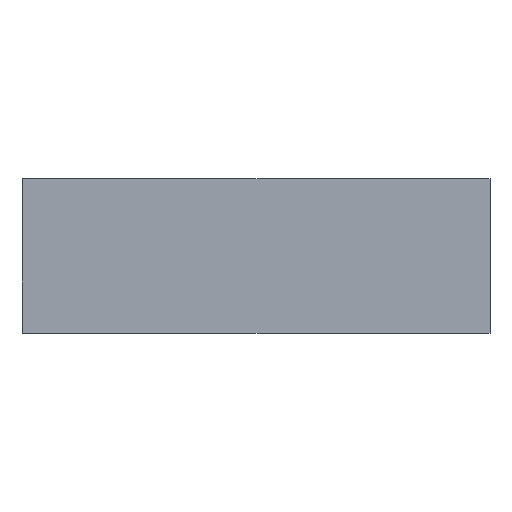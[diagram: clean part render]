
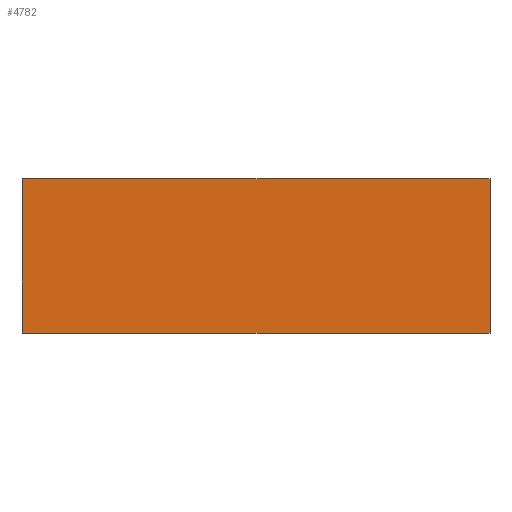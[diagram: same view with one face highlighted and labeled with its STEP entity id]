
A CAD part, top view. The second image highlights one B-rep face of the part: STEP entity #4782.
In plain terms, the highlighted planar face has unit normal (0, 0, 1).
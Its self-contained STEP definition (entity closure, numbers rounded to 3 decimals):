
#4737=AXIS2_PLACEMENT_3D('Plane Axis2P3D',#4734,#4735,#4736) ;
#4690=CARTESIAN_POINT('Line Origine',(4.25,0.,27.612)) ;
#4694=CARTESIAN_POINT('Vertex',(6.8,0.,27.612)) ;
#4696=CARTESIAN_POINT('Vertex',(1.7,0.,27.612)) ;
#4699=CARTESIAN_POINT('Line Origine',(0.85,0.,27.612)) ;
#4703=CARTESIAN_POINT('Vertex',(0.,0.,27.612)) ;
#4715=CARTESIAN_POINT('Vertex',(8.5,0.,27.612)) ;
#4718=CARTESIAN_POINT('Line Origine',(7.65,0.,27.612)) ;
#4734=CARTESIAN_POINT('Axis2P3D Location',(8.3,2.8,27.612)) ;
#4739=CARTESIAN_POINT('Line Origine',(4.25,2.8,27.612)) ;
#4743=CARTESIAN_POINT('Vertex',(6.8,2.8,27.612)) ;
#4745=CARTESIAN_POINT('Vertex',(1.7,2.8,27.612)) ;
#4748=CARTESIAN_POINT('Line Origine',(0.85,2.8,27.612)) ;
#4752=CARTESIAN_POINT('Vertex',(0.,2.8,27.612)) ;
#4755=CARTESIAN_POINT('Line Origine',(0.,1.4,27.612)) ;
#4760=CARTESIAN_POINT('Line Origine',(8.5,1.4,27.612)) ;
#4764=CARTESIAN_POINT('Vertex',(8.5,2.8,27.612)) ;
#4767=CARTESIAN_POINT('Line Origine',(7.65,2.8,27.612)) ;
#4691=DIRECTION('Vector Direction',(1.,0.,0.)) ;
#4700=DIRECTION('Vector Direction',(1.,0.,0.)) ;
#4719=DIRECTION('Vector Direction',(-1.,0.,0.)) ;
#4735=DIRECTION('Axis2P3D Direction',(0.,0.,-1.)) ;
#4736=DIRECTION('Axis2P3D XDirection',(0.,-1.,0.)) ;
#4740=DIRECTION('Vector Direction',(1.,0.,0.)) ;
#4749=DIRECTION('Vector Direction',(1.,0.,0.)) ;
#4756=DIRECTION('Vector Direction',(0.,-1.,0.)) ;
#4761=DIRECTION('Vector Direction',(0.,-1.,0.)) ;
#4768=DIRECTION('Vector Direction',(-1.,0.,0.)) ;
#4692=VECTOR('Line Direction',#4691,1.) ;
#4701=VECTOR('Line Direction',#4700,1.) ;
#4720=VECTOR('Line Direction',#4719,1.) ;
#4741=VECTOR('Line Direction',#4740,1.) ;
#4750=VECTOR('Line Direction',#4749,1.) ;
#4757=VECTOR('Line Direction',#4756,1.) ;
#4762=VECTOR('Line Direction',#4761,1.) ;
#4769=VECTOR('Line Direction',#4768,1.) ;
#4773=ORIENTED_EDGE('',*,*,#4747,.T.) ;
#4774=ORIENTED_EDGE('',*,*,#4754,.F.) ;
#4775=ORIENTED_EDGE('',*,*,#4759,.F.) ;
#4776=ORIENTED_EDGE('',*,*,#4705,.T.) ;
#4777=ORIENTED_EDGE('',*,*,#4698,.F.) ;
#4778=ORIENTED_EDGE('',*,*,#4722,.F.) ;
#4779=ORIENTED_EDGE('',*,*,#4766,.T.) ;
#4780=ORIENTED_EDGE('',*,*,#4771,.T.) ;
#4782=ADVANCED_FACE('Kunststoff',(#4781),#4738,.F.) ;
#4698=EDGE_CURVE('',#4695,#4697,#4693,.F.) ;
#4705=EDGE_CURVE('',#4704,#4697,#4702,.T.) ;
#4722=EDGE_CURVE('',#4716,#4695,#4721,.T.) ;
#4747=EDGE_CURVE('',#4744,#4746,#4742,.F.) ;
#4754=EDGE_CURVE('',#4753,#4746,#4751,.T.) ;
#4759=EDGE_CURVE('',#4704,#4753,#4758,.F.) ;
#4766=EDGE_CURVE('',#4716,#4765,#4763,.F.) ;
#4771=EDGE_CURVE('',#4765,#4744,#4770,.T.) ;
#4772=EDGE_LOOP('',(#4773,#4774,#4775,#4776,#4777,#4778,#4779,#4780)) ;
#4781=FACE_OUTER_BOUND('',#4772,.T.) ;
#4693=LINE('Line',#4690,#4692) ;
#4702=LINE('Line',#4699,#4701) ;
#4721=LINE('Line',#4718,#4720) ;
#4742=LINE('Line',#4739,#4741) ;
#4751=LINE('Line',#4748,#4750) ;
#4758=LINE('Line',#4755,#4757) ;
#4763=LINE('Line',#4760,#4762) ;
#4770=LINE('Line',#4767,#4769) ;
#4738=PLANE('',#4737) ;
#4695=VERTEX_POINT('',#4694) ;
#4697=VERTEX_POINT('',#4696) ;
#4704=VERTEX_POINT('',#4703) ;
#4716=VERTEX_POINT('',#4715) ;
#4744=VERTEX_POINT('',#4743) ;
#4746=VERTEX_POINT('',#4745) ;
#4753=VERTEX_POINT('',#4752) ;
#4765=VERTEX_POINT('',#4764) ;
